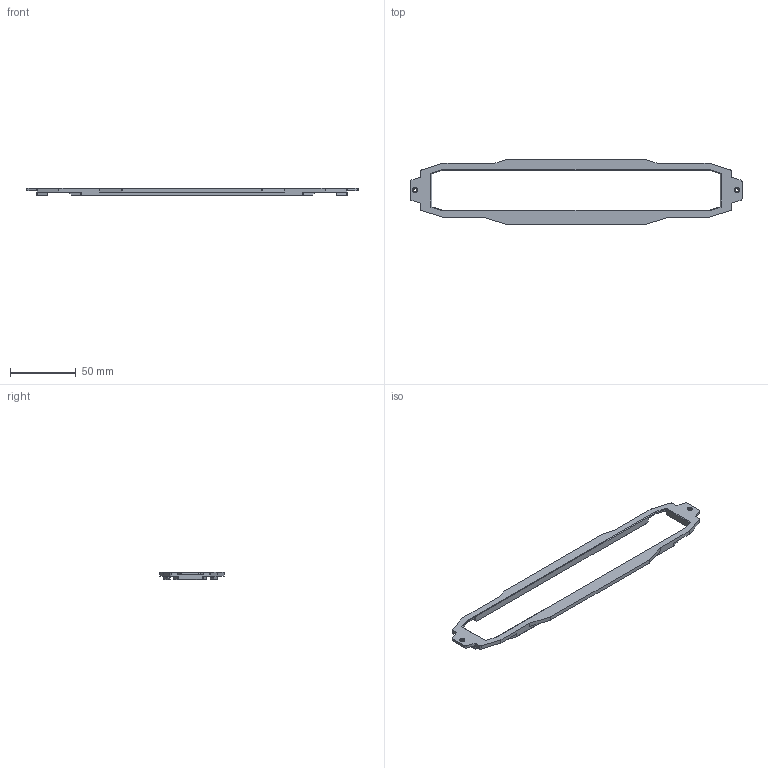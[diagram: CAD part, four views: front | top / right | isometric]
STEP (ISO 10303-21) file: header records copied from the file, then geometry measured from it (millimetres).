
FILE_DESCRIPTION(('HOOPS Exchange Step'),'2;1');
FILE_NAME('temp_export','2024-01-01T15:27:08+08:00',('mobile'),('Shapr3D Limited'),'HOOPS Exchange 2023.2','Shapr3D','Authorized');
FILE_SCHEMA( ('AUTOMOTIVE_DESIGN { 1 0 10303 214 1 1 1 1 }') );
Length unit declared in the file: millimetre
Products named in the file (1): root
Bounding box: 251.92 x 48.93 x 6 mm (x, y, z)
Volume: 18542.9 mm3; surface area: 13615.7 mm2
Topology: 1 solids, 1 shells, 131 faces, 364 edges, 236 vertices
Faces by surface type: plane 95, cylinder 28, cone 8
Full cylindrical faces by diameter (mm): 2.2 x2, 4 x2
Entity records: 4186 total; most frequent: CARTESIAN_POINT 732, ORIENTED_EDGE 728, DIRECTION 700, EDGE_CURVE 364, VECTOR 292, LINE 292, VERTEX_POINT 236, AXIS2_PLACEMENT_3D 204
